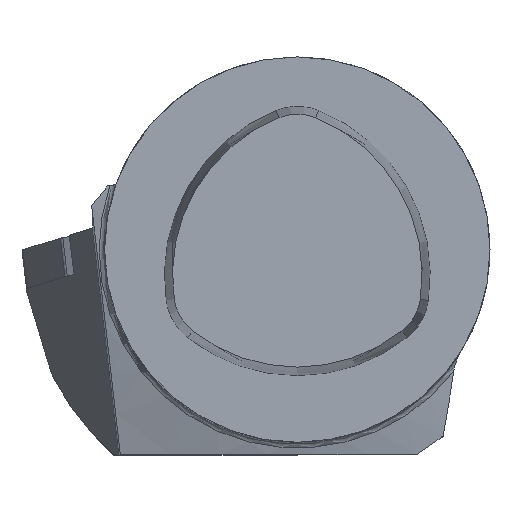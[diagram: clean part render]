
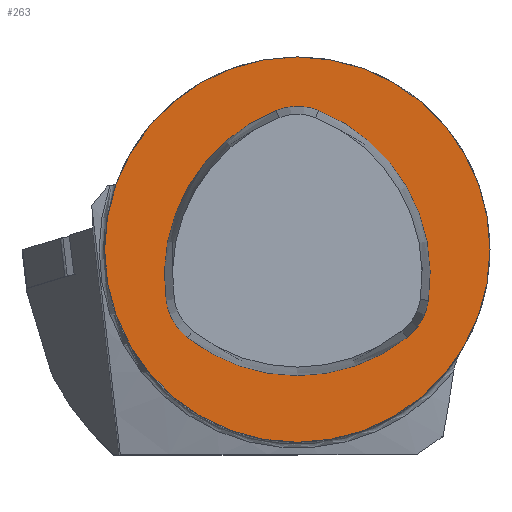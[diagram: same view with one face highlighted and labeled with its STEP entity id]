
A CAD part, top view. The second image highlights one B-rep face of the part: STEP entity #263.
In plain terms, the highlighted planar face has unit normal (0, 0, 1).
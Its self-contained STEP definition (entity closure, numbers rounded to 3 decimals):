
#118=FACE_BOUND('',#424,.T.);
#119=FACE_BOUND('',#425,.T.);
#133=CIRCLE('',#1465,31.5);
#134=CIRCLE('',#1467,29.);
#135=CIRCLE('',#1468,9.4);
#136=CIRCLE('',#1469,29.);
#137=CIRCLE('',#1470,9.4);
#138=CIRCLE('',#1471,29.);
#139=CIRCLE('',#1472,9.4);
#210=PLANE('',#1473);
#263=ADVANCED_FACE('',(#118,#119),#210,.T.);
#424=EDGE_LOOP('',(#856));
#425=EDGE_LOOP('',(#857,#858,#859,#860,#861,#862));
#856=ORIENTED_EDGE('',*,*,#1243,.T.);
#857=ORIENTED_EDGE('',*,*,#1244,.F.);
#858=ORIENTED_EDGE('',*,*,#1245,.F.);
#859=ORIENTED_EDGE('',*,*,#1246,.F.);
#860=ORIENTED_EDGE('',*,*,#1247,.F.);
#861=ORIENTED_EDGE('',*,*,#1248,.F.);
#862=ORIENTED_EDGE('',*,*,#1249,.F.);
#1095=VERTEX_POINT('',#2188);
#1096=VERTEX_POINT('',#2191);
#1097=VERTEX_POINT('',#2192);
#1098=VERTEX_POINT('',#2194);
#1099=VERTEX_POINT('',#2196);
#1100=VERTEX_POINT('',#2198);
#1101=VERTEX_POINT('',#2200);
#1243=EDGE_CURVE('',#1095,#1095,#133,.T.);
#1244=EDGE_CURVE('',#1096,#1097,#134,.T.);
#1245=EDGE_CURVE('',#1098,#1096,#135,.T.);
#1246=EDGE_CURVE('',#1099,#1098,#136,.T.);
#1247=EDGE_CURVE('',#1100,#1099,#137,.T.);
#1248=EDGE_CURVE('',#1101,#1100,#138,.T.);
#1249=EDGE_CURVE('',#1097,#1101,#139,.T.);
#1465=AXIS2_PLACEMENT_3D('',#2187,#1714,#1715);
#1467=AXIS2_PLACEMENT_3D('',#2190,#1718,#1719);
#1468=AXIS2_PLACEMENT_3D('',#2193,#1720,#1721);
#1469=AXIS2_PLACEMENT_3D('',#2195,#1722,#1723);
#1470=AXIS2_PLACEMENT_3D('',#2197,#1724,#1725);
#1471=AXIS2_PLACEMENT_3D('',#2199,#1726,#1727);
#1472=AXIS2_PLACEMENT_3D('',#2201,#1728,#1729);
#1473=AXIS2_PLACEMENT_3D('',#2202,#1730,#1731);
#1714=DIRECTION('',(0.,0.,1.));
#1715=DIRECTION('',(1.,0.,0.));
#1718=DIRECTION('',(0.,0.,1.));
#1719=DIRECTION('',(1.,0.,0.));
#1720=DIRECTION('',(0.,0.,1.));
#1721=DIRECTION('',(1.,0.,0.));
#1722=DIRECTION('',(0.,0.,1.));
#1723=DIRECTION('',(1.,0.,0.));
#1724=DIRECTION('',(0.,0.,1.));
#1725=DIRECTION('',(1.,0.,0.));
#1726=DIRECTION('',(0.,0.,1.));
#1727=DIRECTION('',(1.,0.,0.));
#1728=DIRECTION('',(0.,0.,1.));
#1729=DIRECTION('',(1.,0.,0.));
#1730=DIRECTION('',(0.,0.,1.));
#1731=DIRECTION('',(-1.,0.,0.));
#2187=CARTESIAN_POINT('',(0.,0.,0.));
#2188=CARTESIAN_POINT('',(31.5,0.,0.));
#2190=CARTESIAN_POINT('',(7.275,-4.2,0.));
#2191=CARTESIAN_POINT('',(-3.489,22.729,0.));
#2192=CARTESIAN_POINT('',(-21.428,-8.343,0.));
#2193=CARTESIAN_POINT('',(0.,14.,0.));
#2194=CARTESIAN_POINT('',(3.489,22.729,0.));
#2195=CARTESIAN_POINT('',(-7.275,-4.2,0.));
#2196=CARTESIAN_POINT('',(21.428,-8.343,0.));
#2197=CARTESIAN_POINT('',(12.124,-7.,0.));
#2198=CARTESIAN_POINT('',(17.939,-14.386,0.));
#2199=CARTESIAN_POINT('',(0.,8.4,0.));
#2200=CARTESIAN_POINT('',(-17.939,-14.386,0.));
#2201=CARTESIAN_POINT('',(-12.124,-7.,0.));
#2202=CARTESIAN_POINT('',(0.,0.,0.));
